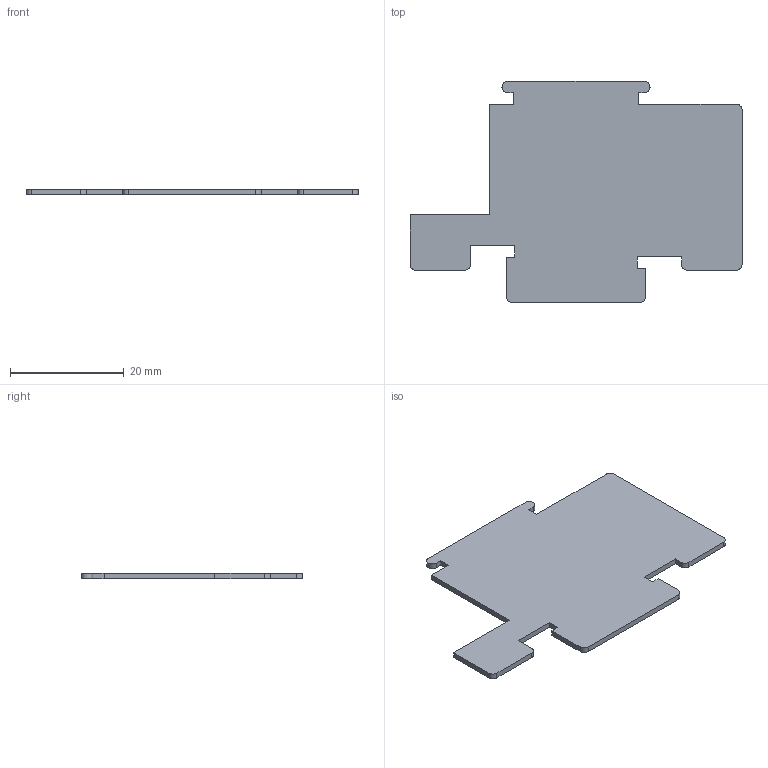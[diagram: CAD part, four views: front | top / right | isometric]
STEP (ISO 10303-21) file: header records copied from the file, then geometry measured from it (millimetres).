
FILE_DESCRIPTION((''),'2;1');
FILE_NAME('00118600134','2020-08-18T',('presta_be4'),(''),'CREO PARAMETRIC BY PTC INC, 2018360','CREO PARAMETRIC BY PTC INC, 2018360','');
FILE_SCHEMA(('CONFIG_CONTROL_DESIGN'));
Length unit declared in the file: millimetre
Products named in the file (1): 00118600134
Bounding box: 58.5 x 39 x 1 mm (x, y, z)
Volume: 1625.3 mm3; surface area: 3468.4 mm2
Topology: 1 solids, 1 shells, 35 faces, 99 edges, 66 vertices
Faces by surface type: plane 26, cylinder 9
Entity records: 1169 total; most frequent: CARTESIAN_POINT 200, ORIENTED_EDGE 198, DIRECTION 187, EDGE_CURVE 99, VECTOR 81, LINE 81, VERTEX_POINT 66, AXIS2_PLACEMENT_3D 53
